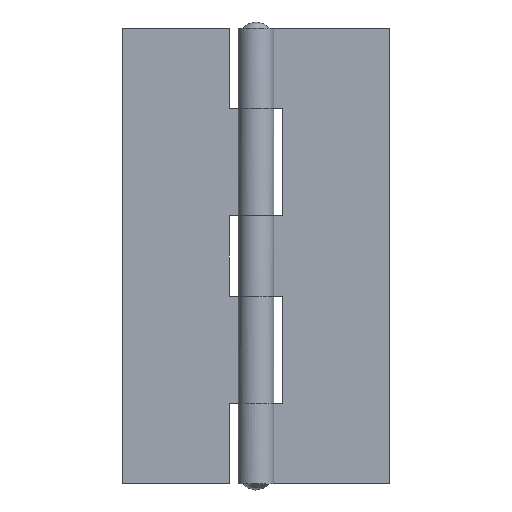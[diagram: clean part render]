
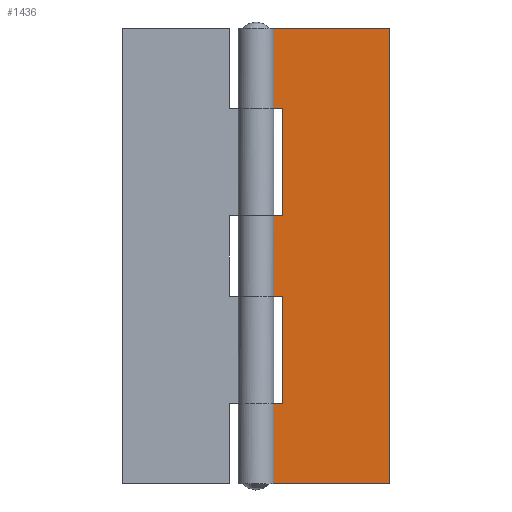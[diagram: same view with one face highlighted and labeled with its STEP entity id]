
A CAD part, front view. The second image highlights one B-rep face of the part: STEP entity #1436.
In plain terms, the highlighted free-form (B-spline) face has degree [1, 1] with [2, 2] control points.
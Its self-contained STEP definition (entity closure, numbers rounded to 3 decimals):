
#807=CARTESIAN_POINT('',(0.,1.2,30.0));
#808=VERTEX_POINT('',#807);
#836=CARTESIAN_POINT('',(3.0,1.2,30.0));
#837=VERTEX_POINT('',#836);
#838=CARTESIAN_POINT('',(3.0,1.2,30.0));
#839=CARTESIAN_POINT('',(0.,1.2,30.0));
#840=QUASI_UNIFORM_CURVE('',1,(#838,#839),.UNSPECIFIED.,.F.,.U.);
#841=EDGE_CURVE('',#837,#808,#840,.T.);
#902=CARTESIAN_POINT('',(3.0,1.2,42.0));
#903=VERTEX_POINT('',#902);
#909=CARTESIAN_POINT('',(0.,1.2,42.0));
#910=VERTEX_POINT('',#909);
#911=CARTESIAN_POINT('',(0.,1.2,42.0));
#912=CARTESIAN_POINT('',(3.0,1.2,42.0));
#913=QUASI_UNIFORM_CURVE('',1,(#911,#912),.UNSPECIFIED.,.F.,.U.);
#914=EDGE_CURVE('',#910,#903,#913,.T.);
#966=CARTESIAN_POINT('',(3.0,1.2,42.0));
#967=CARTESIAN_POINT('',(3.0,1.2,30.0));
#968=QUASI_UNIFORM_CURVE('',1,(#966,#967),.UNSPECIFIED.,.F.,.U.);
#969=EDGE_CURVE('',#903,#837,#968,.T.);
#988=CARTESIAN_POINT('',(0.,1.2,9.));
#989=VERTEX_POINT('',#988);
#1018=CARTESIAN_POINT('',(3.0,1.2,9.));
#1019=VERTEX_POINT('',#1018);
#1020=CARTESIAN_POINT('',(0.,1.2,9.));
#1021=CARTESIAN_POINT('',(3.0,1.2,9.));
#1022=QUASI_UNIFORM_CURVE('',1,(#1020,#1021),.UNSPECIFIED.,.F.,.U.);
#1023=EDGE_CURVE('',#989,#1019,#1022,.T.);
#1087=CARTESIAN_POINT('',(3.0,1.2,21.));
#1088=VERTEX_POINT('',#1087);
#1094=CARTESIAN_POINT('',(0.,1.2,21.0));
#1095=VERTEX_POINT('',#1094);
#1096=CARTESIAN_POINT('',(3.0,1.2,21.));
#1097=CARTESIAN_POINT('',(0.,1.2,21.0));
#1098=QUASI_UNIFORM_CURVE('',1,(#1096,#1097),.UNSPECIFIED.,.F.,.U.);
#1099=EDGE_CURVE('',#1088,#1095,#1098,.T.);
#1174=CARTESIAN_POINT('',(3.0,1.2,9.));
#1175=CARTESIAN_POINT('',(3.0,1.2,21.));
#1176=QUASI_UNIFORM_CURVE('',1,(#1174,#1175),.UNSPECIFIED.,.F.,.U.);
#1177=EDGE_CURVE('',#1019,#1088,#1176,.T.);
#1194=CARTESIAN_POINT('',(15.0,1.2,0.0));
#1195=VERTEX_POINT('',#1194);
#1203=CARTESIAN_POINT('',(0.,1.2,0.0));
#1204=VERTEX_POINT('',#1203);
#1205=CARTESIAN_POINT('',(0.,1.2,0.0));
#1206=CARTESIAN_POINT('',(15.0,1.2,0.0));
#1207=QUASI_UNIFORM_CURVE('',1,(#1205,#1206),.UNSPECIFIED.,.F.,.U.);
#1208=EDGE_CURVE('',#1204,#1195,#1207,.T.);
#1294=CARTESIAN_POINT('',(15.0,1.2,51.0));
#1295=VERTEX_POINT('',#1294);
#1349=CARTESIAN_POINT('',(0.,1.2,51.0));
#1350=VERTEX_POINT('',#1349);
#1377=CARTESIAN_POINT('',(0.,1.2,51.0));
#1378=CARTESIAN_POINT('',(15.0,1.2,51.0));
#1379=QUASI_UNIFORM_CURVE('',1,(#1377,#1378),.UNSPECIFIED.,.F.,.U.);
#1380=EDGE_CURVE('',#1350,#1295,#1379,.T.);
#1397=CARTESIAN_POINT('',(15.0,1.2,51.0));
#1398=CARTESIAN_POINT('',(15.0,1.2,0.0));
#1399=QUASI_UNIFORM_CURVE('',1,(#1397,#1398),.UNSPECIFIED.,.F.,.U.);
#1400=EDGE_CURVE('',#1295,#1195,#1399,.T.);
#1405=CARTESIAN_POINT('',(-0.749,1.2,-2.547));
#1406=CARTESIAN_POINT('',(-0.749,1.2,53.547));
#1407=CARTESIAN_POINT('',(15.749,1.2,-2.547));
#1408=CARTESIAN_POINT('',(15.749,1.2,53.547));
#1409=B_SPLINE_SURFACE_WITH_KNOTS('',1,1,((#1405,#1407),(#1406,#1408)),.UNSPECIFIED.,.F.,.F.,.U.,(2,2),(2,2),(0.0,56.095),(0.0,16.499),.UNSPECIFIED.);
#1410=CARTESIAN_POINT('',(0.,1.2,51.0));
#1411=CARTESIAN_POINT('',(0.,1.2,42.0));
#1412=QUASI_UNIFORM_CURVE('',1,(#1410,#1411),.UNSPECIFIED.,.F.,.U.);
#1413=EDGE_CURVE('',#1350,#910,#1412,.T.);
#1414=ORIENTED_EDGE('',*,*,#1413,.T.);
#1415=ORIENTED_EDGE('',*,*,#914,.T.);
#1416=ORIENTED_EDGE('',*,*,#969,.T.);
#1417=ORIENTED_EDGE('',*,*,#841,.T.);
#1418=CARTESIAN_POINT('',(0.,1.2,30.0));
#1419=CARTESIAN_POINT('',(0.,1.2,21.0));
#1420=QUASI_UNIFORM_CURVE('',1,(#1418,#1419),.UNSPECIFIED.,.F.,.U.);
#1421=EDGE_CURVE('',#808,#1095,#1420,.T.);
#1422=ORIENTED_EDGE('',*,*,#1421,.T.);
#1423=ORIENTED_EDGE('',*,*,#1099,.F.);
#1424=ORIENTED_EDGE('',*,*,#1177,.F.);
#1425=ORIENTED_EDGE('',*,*,#1023,.F.);
#1426=CARTESIAN_POINT('',(0.,1.2,9.));
#1427=CARTESIAN_POINT('',(0.,1.2,0.0));
#1428=QUASI_UNIFORM_CURVE('',1,(#1426,#1427),.UNSPECIFIED.,.F.,.U.);
#1429=EDGE_CURVE('',#989,#1204,#1428,.T.);
#1430=ORIENTED_EDGE('',*,*,#1429,.T.);
#1431=ORIENTED_EDGE('',*,*,#1208,.T.);
#1432=ORIENTED_EDGE('',*,*,#1400,.F.);
#1433=ORIENTED_EDGE('',*,*,#1380,.F.);
#1434=EDGE_LOOP('',(#1414,#1415,#1416,#1417,#1422,#1423,#1424,#1425,#1430,#1431,#1432,#1433));
#1435=FACE_OUTER_BOUND('',#1434,.T.);
#1436=ADVANCED_FACE('',(#1435),#1409,.F.);
